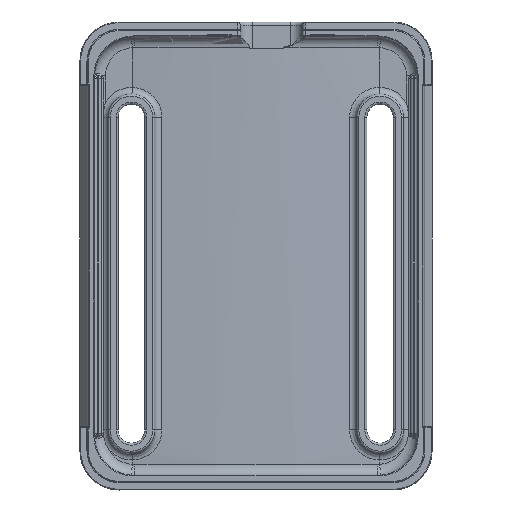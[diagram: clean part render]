
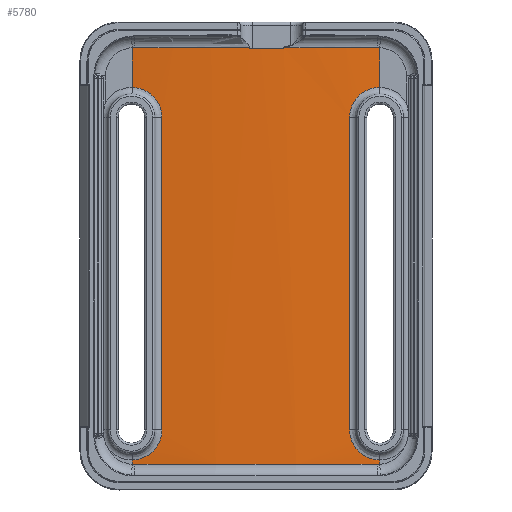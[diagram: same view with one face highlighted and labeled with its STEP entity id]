
A CAD part, top view. The second image highlights one B-rep face of the part: STEP entity #5780.
In plain terms, the highlighted cylindrical face has radius 177.007 mm (diameter 354.014 mm), a partial arc.
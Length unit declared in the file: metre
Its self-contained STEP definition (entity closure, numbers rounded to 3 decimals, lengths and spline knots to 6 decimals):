
#435=LINE('',#9582,#729);
#437=LINE('',#9621,#731);
#439=LINE('',#9637,#733);
#440=LINE('',#9647,#734);
#441=LINE('',#9651,#735);
#442=LINE('',#9662,#736);
#443=LINE('',#9686,#737);
#444=LINE('',#9694,#738);
#729=VECTOR('',#7431,1.);
#731=VECTOR('',#7445,1.);
#733=VECTOR('',#7455,1.);
#734=VECTOR('',#7460,1.);
#735=VECTOR('',#7463,1.);
#736=VECTOR('',#7464,1.);
#737=VECTOR('',#7467,1.);
#738=VECTOR('',#7468,1.);
#915=B_SPLINE_CURVE_WITH_KNOTS('',3,(#9652,#9653,#9654,#9655),
 .UNSPECIFIED.,.F.,.F.,(4,4),(0.,0.000392),
 .UNSPECIFIED.);
#916=B_SPLINE_CURVE_WITH_KNOTS('',3,(#9656,#9657,#9658,#9659,#9660),
 .UNSPECIFIED.,.F.,.F.,(4,1,4),(0.,0.00353,0.00706),
 .UNSPECIFIED.);
#917=B_SPLINE_CURVE_WITH_KNOTS('',3,(#9664,#9665,#9666,#9667,#9668),
 .UNSPECIFIED.,.F.,.F.,(4,1,4),(0.,0.003502,
0.007003),.UNSPECIFIED.);
#918=B_SPLINE_CURVE_WITH_KNOTS('',3,(#9669,#9670,#9671,#9672),
 .UNSPECIFIED.,.F.,.F.,(4,4),(0.,0.000392),.UNSPECIFIED.);
#919=B_SPLINE_CURVE_WITH_KNOTS('',3,(#9676,#9677,#9678,#9679),
 .UNSPECIFIED.,.F.,.F.,(4,4),(0.,0.000385),.UNSPECIFIED.);
#920=B_SPLINE_CURVE_WITH_KNOTS('',3,(#9680,#9681,#9682,#9683,#9684),
 .UNSPECIFIED.,.F.,.F.,(4,1,4),(0.,0.003558,0.007115),
 .UNSPECIFIED.);
#921=B_SPLINE_CURVE_WITH_KNOTS('',3,(#9688,#9689,#9690,#9691,#9692),
 .UNSPECIFIED.,.F.,.F.,(4,1,4),(0.,0.003532,0.007063),
 .UNSPECIFIED.);
#922=B_SPLINE_CURVE_WITH_KNOTS('',3,(#9696,#9697,#9698,#9699),
 .UNSPECIFIED.,.F.,.F.,(4,4),(0.,0.000385),.UNSPECIFIED.);
#1468=ORIENTED_EDGE('',*,*,#3228,.T.);
#1469=ORIENTED_EDGE('',*,*,#3229,.T.);
#1470=ORIENTED_EDGE('',*,*,#3230,.F.);
#1471=ORIENTED_EDGE('',*,*,#3231,.T.);
#1472=ORIENTED_EDGE('',*,*,#3097,.T.);
#1473=ORIENTED_EDGE('',*,*,#3232,.T.);
#1474=ORIENTED_EDGE('',*,*,#3220,.F.);
#1475=ORIENTED_EDGE('',*,*,#3233,.T.);
#1476=ORIENTED_EDGE('',*,*,#3234,.T.);
#1477=ORIENTED_EDGE('',*,*,#3235,.T.);
#1478=ORIENTED_EDGE('',*,*,#3209,.F.);
#1479=ORIENTED_EDGE('',*,*,#3236,.T.);
#1480=ORIENTED_EDGE('',*,*,#3237,.T.);
#1481=ORIENTED_EDGE('',*,*,#3238,.T.);
#1482=ORIENTED_EDGE('',*,*,#3226,.T.);
#1483=ORIENTED_EDGE('',*,*,#3239,.T.);
#1484=ORIENTED_EDGE('',*,*,#3240,.T.);
#1485=ORIENTED_EDGE('',*,*,#3241,.T.);
#1486=ORIENTED_EDGE('',*,*,#3242,.T.);
#1487=ORIENTED_EDGE('',*,*,#3243,.T.);
#3097=EDGE_CURVE('',#3997,#3999,#4416,.T.);
#3209=EDGE_CURVE('',#4072,#4073,#435,.T.);
#3220=EDGE_CURVE('',#4082,#4083,#437,.T.);
#3226=EDGE_CURVE('',#4089,#4088,#439,.T.);
#3228=EDGE_CURVE('',#4090,#4091,#4470,.T.);
#3229=EDGE_CURVE('',#4091,#4092,#440,.F.);
#3230=EDGE_CURVE('',#4093,#4092,#4471,.T.);
#3231=EDGE_CURVE('',#4093,#3997,#441,.T.);
#3232=EDGE_CURVE('',#3999,#4083,#915,.T.);
#3233=EDGE_CURVE('',#4082,#4094,#916,.T.);
#3234=EDGE_CURVE('',#4094,#4095,#442,.F.);
#3235=EDGE_CURVE('',#4095,#4073,#917,.T.);
#3236=EDGE_CURVE('',#4072,#4096,#918,.T.);
#3237=EDGE_CURVE('',#4096,#4097,#4472,.F.);
#3238=EDGE_CURVE('',#4097,#4089,#919,.T.);
#3239=EDGE_CURVE('',#4088,#4098,#920,.T.);
#3240=EDGE_CURVE('',#4098,#4099,#443,.T.);
#3241=EDGE_CURVE('',#4099,#4100,#921,.T.);
#3242=EDGE_CURVE('',#4100,#4101,#444,.T.);
#3243=EDGE_CURVE('',#4101,#4090,#922,.T.);
#3997=VERTEX_POINT('',#9220);
#3999=VERTEX_POINT('',#9227);
#4072=VERTEX_POINT('',#9583);
#4073=VERTEX_POINT('',#9584);
#4082=VERTEX_POINT('',#9620);
#4083=VERTEX_POINT('',#9622);
#4088=VERTEX_POINT('',#9636);
#4089=VERTEX_POINT('',#9638);
#4090=VERTEX_POINT('',#9645);
#4091=VERTEX_POINT('',#9646);
#4092=VERTEX_POINT('',#9648);
#4093=VERTEX_POINT('',#9650);
#4094=VERTEX_POINT('',#9661);
#4095=VERTEX_POINT('',#9663);
#4096=VERTEX_POINT('',#9673);
#4097=VERTEX_POINT('',#9675);
#4098=VERTEX_POINT('',#9685);
#4099=VERTEX_POINT('',#9687);
#4100=VERTEX_POINT('',#9693);
#4101=VERTEX_POINT('',#9695);
#4416=CIRCLE('',#6232,0.177007);
#4470=CIRCLE('',#6322,0.177007);
#4471=CIRCLE('',#6323,0.177007);
#4472=CIRCLE('',#6324,0.177007);
#4834=EDGE_LOOP('',(#1468,#1469,#1470,#1471,#1472,#1473,#1474,#1475,#1476,
#1477,#1478,#1479,#1480,#1481,#1482,#1483,#1484,#1485,#1486,#1487));
#5231=FACE_BOUND('',#4834,.T.);
#5585=CYLINDRICAL_SURFACE('',#6321,0.177007);
#5780=ADVANCED_FACE('',(#5231),#5585,.T.);
#6232=AXIS2_PLACEMENT_3D('',#9228,#7226,#7227);
#6321=AXIS2_PLACEMENT_3D('',#9643,#7456,#7457);
#6322=AXIS2_PLACEMENT_3D('',#9644,#7458,#7459);
#6323=AXIS2_PLACEMENT_3D('',#9649,#7461,#7462);
#6324=AXIS2_PLACEMENT_3D('',#9674,#7465,#7466);
#7226=DIRECTION('',(0.,-1.,0.));
#7227=DIRECTION('',(0.,0.,-1.));
#7431=DIRECTION('',(0.,1.,0.));
#7445=DIRECTION('',(0.,1.,0.));
#7455=DIRECTION('',(0.,1.,0.));
#7456=DIRECTION('',(0.,1.,0.));
#7457=DIRECTION('',(0.,0.,1.));
#7458=DIRECTION('',(0.,-1.,0.));
#7459=DIRECTION('',(0.,0.,-1.));
#7460=DIRECTION('',(0.,1.,0.));
#7461=DIRECTION('',(0.,1.,0.));
#7462=DIRECTION('',(0.,0.,1.));
#7463=DIRECTION('',(0.,1.,0.));
#7464=DIRECTION('',(0.,1.,0.));
#7465=DIRECTION('',(0.,-1.,0.));
#7466=DIRECTION('',(0.,0.,-1.));
#7467=DIRECTION('',(0.,1.,0.));
#7468=DIRECTION('',(0.,1.,0.));
#9220=CARTESIAN_POINT('',(0.008081,0.04425,-0.004768));
#9227=CARTESIAN_POINT('',(-0.009174,0.04425,-0.005727));
#9228=CARTESIAN_POINT('',(0.009273,0.04425,-0.181771));
#9582=CARTESIAN_POINT('',(-0.009563,-0.020079,-0.005769));
#9583=CARTESIAN_POINT('',(-0.009563,-0.018411,-0.005769));
#9584=CARTESIAN_POINT('',(-0.009563,-0.017744,-0.005769));
#9620=CARTESIAN_POINT('',(-0.009563,0.038256,-0.005769));
#9621=CARTESIAN_POINT('',(-0.009563,-0.020079,-0.005769));
#9622=CARTESIAN_POINT('',(-0.009563,0.044232,-0.005769));
#9636=CARTESIAN_POINT('',(0.02764,-0.017744,-0.005719));
#9637=CARTESIAN_POINT('',(0.02764,-0.020079,-0.005719));
#9638=CARTESIAN_POINT('',(0.02764,-0.018411,-0.005719));
#9643=CARTESIAN_POINT('',(0.009273,-0.022279,-0.181771));
#9644=CARTESIAN_POINT('',(0.009273,0.04425,-0.181771));
#9645=CARTESIAN_POINT('',(0.027258,0.04425,-0.00568));
#9646=CARTESIAN_POINT('',(0.013243,0.04425,-0.004808));
#9647=CARTESIAN_POINT('',(0.013243,-0.022279,-0.004808));
#9648=CARTESIAN_POINT('',(0.013243,0.0441,-0.004808));
#9649=CARTESIAN_POINT('',(0.009273,0.0441,-0.181771));
#9650=CARTESIAN_POINT('',(0.008081,0.0441,-0.004768));
#9651=CARTESIAN_POINT('',(0.008081,0.0461,-0.004768));
#9652=CARTESIAN_POINT('',(-0.009174,0.04425,-0.005727));
#9653=CARTESIAN_POINT('',(-0.009304,0.04425,-0.005741));
#9654=CARTESIAN_POINT('',(-0.009434,0.044244,-0.005755));
#9655=CARTESIAN_POINT('',(-0.009563,0.044232,-0.005769));
#9656=CARTESIAN_POINT('',(-0.009563,0.038256,-0.005769));
#9657=CARTESIAN_POINT('',(-0.008386,0.03825,-0.005643));
#9658=CARTESIAN_POINT('',(-0.006077,0.037261,-0.005424));
#9659=CARTESIAN_POINT('',(-0.005112,0.03494,-0.005349));
#9660=CARTESIAN_POINT('',(-0.005112,0.033756,-0.005349));
#9661=CARTESIAN_POINT('',(-0.005112,0.033756,-0.005349));
#9662=CARTESIAN_POINT('',(-0.005112,-0.022279,-0.005349));
#9663=CARTESIAN_POINT('',(-0.005112,-0.013244,-0.005349));
#9664=CARTESIAN_POINT('',(-0.005112,-0.013244,-0.005349));
#9665=CARTESIAN_POINT('',(-0.005112,-0.014428,-0.005349));
#9666=CARTESIAN_POINT('',(-0.006077,-0.01675,-0.005424));
#9667=CARTESIAN_POINT('',(-0.008386,-0.017738,-0.005643));
#9668=CARTESIAN_POINT('',(-0.009563,-0.017744,-0.005769));
#9669=CARTESIAN_POINT('',(-0.009563,-0.018411,-0.005769));
#9670=CARTESIAN_POINT('',(-0.009434,-0.018423,-0.005755));
#9671=CARTESIAN_POINT('',(-0.009304,-0.018429,-0.005741));
#9672=CARTESIAN_POINT('',(-0.009174,-0.018429,-0.005727));
#9673=CARTESIAN_POINT('',(-0.009174,-0.018429,-0.005727));
#9674=CARTESIAN_POINT('',(0.009273,-0.018429,-0.181771));
#9675=CARTESIAN_POINT('',(0.027258,-0.018429,-0.00568));
#9676=CARTESIAN_POINT('',(0.027258,-0.018429,-0.00568));
#9677=CARTESIAN_POINT('',(0.027385,-0.018429,-0.005693));
#9678=CARTESIAN_POINT('',(0.027513,-0.018423,-0.005706));
#9679=CARTESIAN_POINT('',(0.02764,-0.018411,-0.005719));
#9680=CARTESIAN_POINT('',(0.02764,-0.017744,-0.005719));
#9681=CARTESIAN_POINT('',(0.026453,-0.017754,-0.005595));
#9682=CARTESIAN_POINT('',(0.02411,-0.016779,-0.00538));
#9683=CARTESIAN_POINT('',(0.023128,-0.014438,-0.005307));
#9684=CARTESIAN_POINT('',(0.023128,-0.013244,-0.005307));
#9685=CARTESIAN_POINT('',(0.023128,-0.013244,-0.005307));
#9686=CARTESIAN_POINT('',(0.023128,-0.022279,-0.005307));
#9687=CARTESIAN_POINT('',(0.023128,0.033756,-0.005307));
#9688=CARTESIAN_POINT('',(0.023128,0.033756,-0.005307));
#9689=CARTESIAN_POINT('',(0.023128,0.03495,-0.005307));
#9690=CARTESIAN_POINT('',(0.02411,0.037291,-0.00538));
#9691=CARTESIAN_POINT('',(0.026453,0.038266,-0.005595));
#9692=CARTESIAN_POINT('',(0.02764,0.038256,-0.005719));
#9693=CARTESIAN_POINT('',(0.02764,0.038256,-0.005719));
#9694=CARTESIAN_POINT('',(0.02764,-0.020079,-0.005719));
#9695=CARTESIAN_POINT('',(0.02764,0.044232,-0.005719));
#9696=CARTESIAN_POINT('',(0.02764,0.044232,-0.005719));
#9697=CARTESIAN_POINT('',(0.027513,0.044244,-0.005706));
#9698=CARTESIAN_POINT('',(0.027385,0.04425,-0.005693));
#9699=CARTESIAN_POINT('',(0.027258,0.04425,-0.00568));
